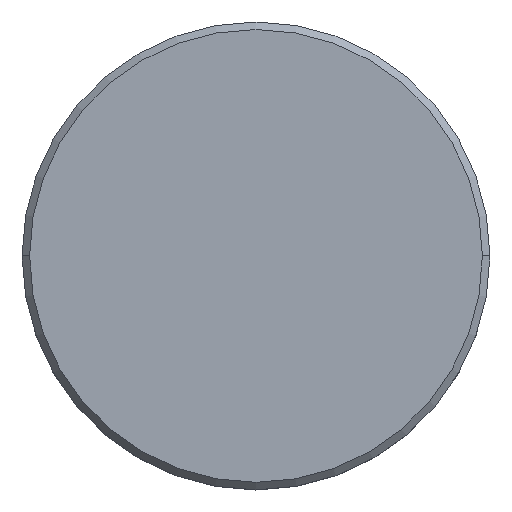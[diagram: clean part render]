
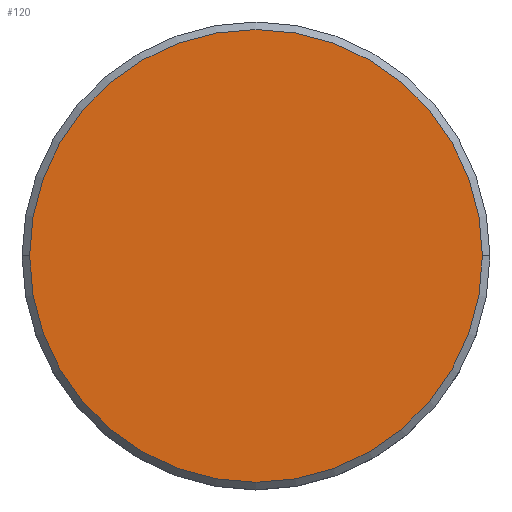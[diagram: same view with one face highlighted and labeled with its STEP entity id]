
A CAD part, top view. The second image highlights one B-rep face of the part: STEP entity #120.
In plain terms, the highlighted planar face has unit normal (0, 0, 1).
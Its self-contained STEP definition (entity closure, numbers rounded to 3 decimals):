
#13 = VERTEX_POINT ( 'NONE', #967 ) ;
#92 = CARTESIAN_POINT ( 'NONE',  ( 15., 0., 0. ) ) ;
#95 = EDGE_LOOP ( 'NONE', ( #687, #1104 ) ) ;
#120 = ADVANCED_FACE ( 'NONE', ( #1001 ), #378, .T. ) ;
#125 = DIRECTION ( 'NONE',  ( 1., 0., 0. ) ) ;
#128 = DIRECTION ( 'NONE',  ( 1., 0., 0. ) ) ;
#184 = AXIS2_PLACEMENT_3D ( 'NONE', #405, #850, #125 ) ;
#192 = CARTESIAN_POINT ( 'NONE',  ( 0., 0., 0. ) ) ;
#203 = AXIS2_PLACEMENT_3D ( 'NONE', #299, #221, #128 ) ;
#221 = DIRECTION ( 'NONE',  ( 0., 0., 1. ) ) ;
#299 = CARTESIAN_POINT ( 'NONE',  ( 0., 0., 0. ) ) ;
#347 = VERTEX_POINT ( 'NONE', #92 ) ;
#378 = PLANE ( 'NONE',  #523 ) ;
#405 = CARTESIAN_POINT ( 'NONE',  ( 0., 0., 0. ) ) ;
#452 = DIRECTION ( 'NONE',  ( 1., 0., 0. ) ) ;
#502 = CIRCLE ( 'NONE', #184, 15. ) ;
#503 = EDGE_CURVE ( 'NONE', #13, #347, #502, .T. ) ;
#506 = CIRCLE ( 'NONE', #203, 15. ) ;
#523 = AXIS2_PLACEMENT_3D ( 'NONE', #192, #817, #452 ) ;
#687 = ORIENTED_EDGE ( 'NONE', *, *, #503, .T. ) ;
#817 = DIRECTION ( 'NONE',  ( 0., 0., 1. ) ) ;
#850 = DIRECTION ( 'NONE',  ( 0., 0., 1. ) ) ;
#967 = CARTESIAN_POINT ( 'NONE',  ( -15., 0., 0. ) ) ;
#1001 = FACE_OUTER_BOUND ( 'NONE', #95, .T. ) ;
#1104 = ORIENTED_EDGE ( 'NONE', *, *, #1149, .T. ) ;
#1149 = EDGE_CURVE ( 'NONE', #347, #13, #506, .T. ) ;
